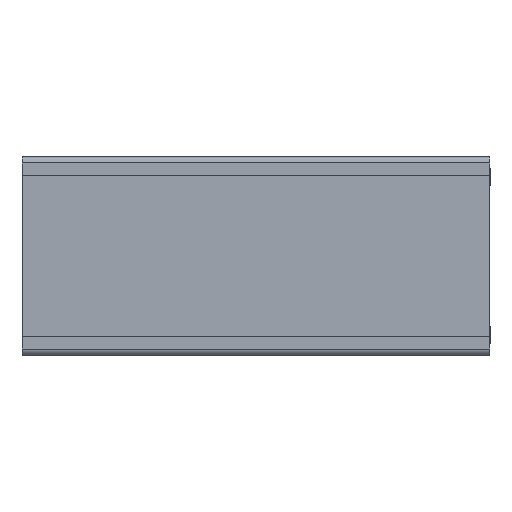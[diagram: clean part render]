
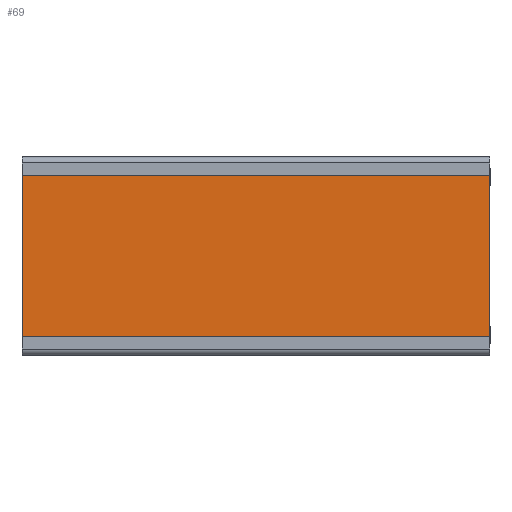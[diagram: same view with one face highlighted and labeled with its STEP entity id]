
A CAD part, top view. The second image highlights one B-rep face of the part: STEP entity #69.
In plain terms, the highlighted planar face has unit normal (0, 0, 1).
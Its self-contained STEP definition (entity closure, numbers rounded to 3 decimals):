
#69=ADVANCED_FACE('',(#136),#137,.F.);
#136=FACE_OUTER_BOUND('',#198,.T.);
#137=PLANE('',#199);
#198=EDGE_LOOP('',(#319,#320,#321,#322));
#199=AXIS2_PLACEMENT_3D('',#323,#324,#325);
#319=ORIENTED_EDGE('',*,*,#423,.F.);
#320=ORIENTED_EDGE('',*,*,#438,.T.);
#321=ORIENTED_EDGE('',*,*,#430,.T.);
#322=ORIENTED_EDGE('',*,*,#439,.F.);
#323=CARTESIAN_POINT('',(2.,5.6,1.6));
#324=DIRECTION('',(0.,0.,-1.0));
#325=DIRECTION('',(-1.0,0.,0.));
#423=EDGE_CURVE('',#511,#513,#514,.T.);
#430=EDGE_CURVE('',#523,#524,#525,.T.);
#438=EDGE_CURVE('',#511,#523,#535,.T.);
#439=EDGE_CURVE('',#513,#524,#536,.T.);
#511=VERTEX_POINT('',#633);
#513=VERTEX_POINT('',#636);
#514=LINE('',#637,#638);
#523=VERTEX_POINT('',#651);
#524=VERTEX_POINT('',#652);
#525=LINE('',#653,#654);
#535=LINE('',#669,#670);
#536=LINE('',#671,#672);
#633=CARTESIAN_POINT('',(15.1,0.6,1.6));
#636=CARTESIAN_POINT('',(0.,0.6,1.6));
#637=CARTESIAN_POINT('',(2.,0.6,1.6));
#638=VECTOR('',#730,1.0);
#651=CARTESIAN_POINT('',(15.1,5.8,1.6));
#652=CARTESIAN_POINT('',(0.,5.8,1.6));
#653=CARTESIAN_POINT('',(2.,5.8,1.6));
#654=VECTOR('',#735,1.0);
#669=CARTESIAN_POINT('',(15.1,3.2,1.6));
#670=VECTOR('',#741,1.0);
#671=CARTESIAN_POINT('',(0.,3.2,1.6));
#672=VECTOR('',#742,1.0);
#730=DIRECTION('',(-1.0,0.,0.));
#735=DIRECTION('',(-1.0,0.,0.));
#741=DIRECTION('',(0.,1.0,0.));
#742=DIRECTION('',(0.,1.0,0.));
